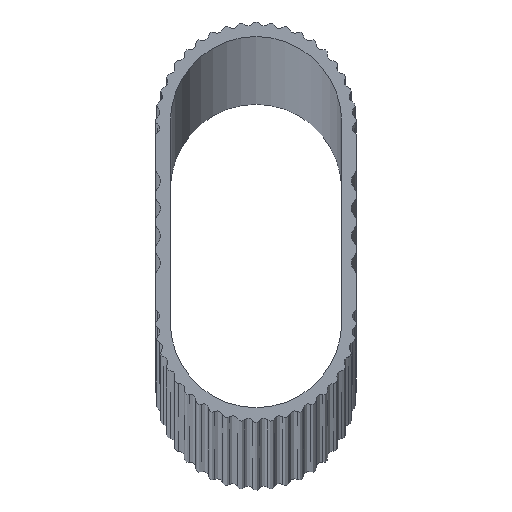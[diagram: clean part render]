
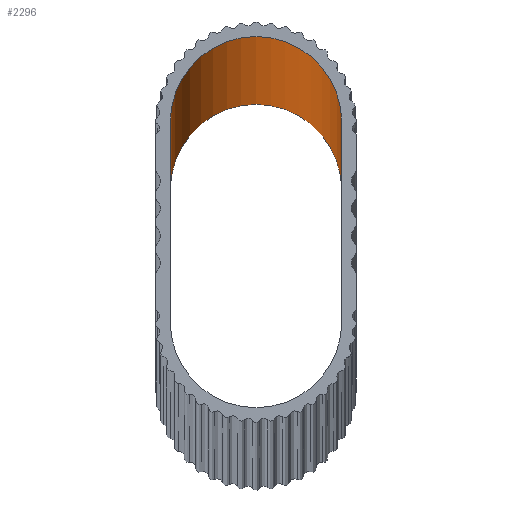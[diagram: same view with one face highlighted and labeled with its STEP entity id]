
A CAD part, top view. The second image highlights one B-rep face of the part: STEP entity #2296.
In plain terms, the highlighted cylindrical face has radius 6.4 mm (diameter 12.8 mm), a partial arc.
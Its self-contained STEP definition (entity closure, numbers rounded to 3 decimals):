
#8 = VERTEX_POINT ( 'NONE', #3854 ) ;
#186 = DIRECTION ( 'NONE',  ( 0., 0., 1. ) ) ;
#375 = CIRCLE ( 'NONE', #2887, 6.4 ) ;
#525 = FACE_OUTER_BOUND ( 'NONE', #1181, .T. ) ;
#885 = LINE ( 'NONE', #2621, #4562 ) ;
#949 = EDGE_CURVE ( 'NONE', #4470, #4545, #885, .T. ) ;
#1181 = EDGE_LOOP ( 'NONE', ( #1850, #3502, #2739, #2118 ) ) ;
#1290 = DIRECTION ( 'NONE',  ( 1., 0., 0. ) ) ;
#1481 = AXIS2_PLACEMENT_3D ( 'NONE', #3781, #186, #2627 ) ;
#1631 = CARTESIAN_POINT ( 'NONE',  ( 0., 0., 2900. ) ) ;
#1678 = DIRECTION ( 'NONE',  ( 0., 0., -1. ) ) ;
#1850 = ORIENTED_EDGE ( 'NONE', *, *, #2023, .F. ) ;
#2023 = EDGE_CURVE ( 'NONE', #4545, #8, #4763, .T. ) ;
#2118 = ORIENTED_EDGE ( 'NONE', *, *, #3417, .T. ) ;
#2281 = CARTESIAN_POINT ( 'NONE',  ( 6.4, 0., 2900. ) ) ;
#2296 = ADVANCED_FACE ( 'NONE', ( #525 ), #3698, .F. ) ;
#2386 = LINE ( 'NONE', #2499, #4854 ) ;
#2425 = DIRECTION ( 'NONE',  ( 0., 0., -1. ) ) ;
#2499 = CARTESIAN_POINT ( 'NONE',  ( -6.4, 0., 2900. ) ) ;
#2621 = CARTESIAN_POINT ( 'NONE',  ( 6.4, 0., 2900. ) ) ;
#2627 = DIRECTION ( 'NONE',  ( 1., 0., 0. ) ) ;
#2739 = ORIENTED_EDGE ( 'NONE', *, *, #3029, .T. ) ;
#2887 = AXIS2_PLACEMENT_3D ( 'NONE', #1631, #3695, #1290 ) ;
#3029 = EDGE_CURVE ( 'NONE', #4470, #4458, #375, .T. ) ;
#3053 = DIRECTION ( 'NONE',  ( 0., 0., -1. ) ) ;
#3417 = EDGE_CURVE ( 'NONE', #4458, #8, #2386, .T. ) ;
#3502 = ORIENTED_EDGE ( 'NONE', *, *, #949, .F. ) ;
#3521 = AXIS2_PLACEMENT_3D ( 'NONE', #4535, #2425, #5341 ) ;
#3695 = DIRECTION ( 'NONE',  ( 0., 0., 1. ) ) ;
#3698 = CYLINDRICAL_SURFACE ( 'NONE', #3521, 6.4 ) ;
#3781 = CARTESIAN_POINT ( 'NONE',  ( 0., 0., 0. ) ) ;
#3854 = CARTESIAN_POINT ( 'NONE',  ( -6.4, 0., 0. ) ) ;
#4458 = VERTEX_POINT ( 'NONE', #5100 ) ;
#4470 = VERTEX_POINT ( 'NONE', #2281 ) ;
#4535 = CARTESIAN_POINT ( 'NONE',  ( 0., 0., 2900. ) ) ;
#4545 = VERTEX_POINT ( 'NONE', #4829 ) ;
#4562 = VECTOR ( 'NONE', #3053, 1000. ) ;
#4763 = CIRCLE ( 'NONE', #1481, 6.4 ) ;
#4829 = CARTESIAN_POINT ( 'NONE',  ( 6.4, 0., 0. ) ) ;
#4854 = VECTOR ( 'NONE', #1678, 1000. ) ;
#5100 = CARTESIAN_POINT ( 'NONE',  ( -6.4, 0., 2900. ) ) ;
#5341 = DIRECTION ( 'NONE',  ( -1., 0., 0. ) ) ;
